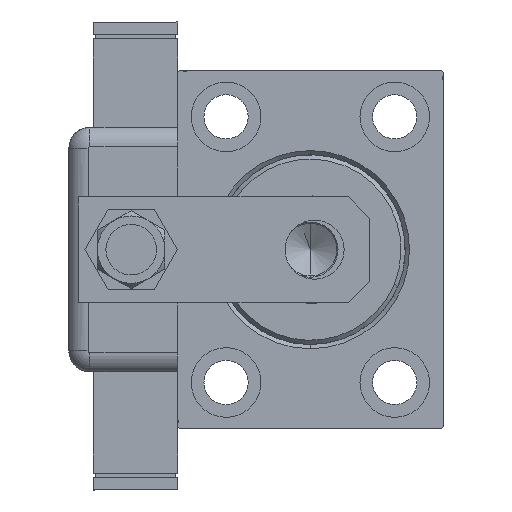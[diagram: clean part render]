
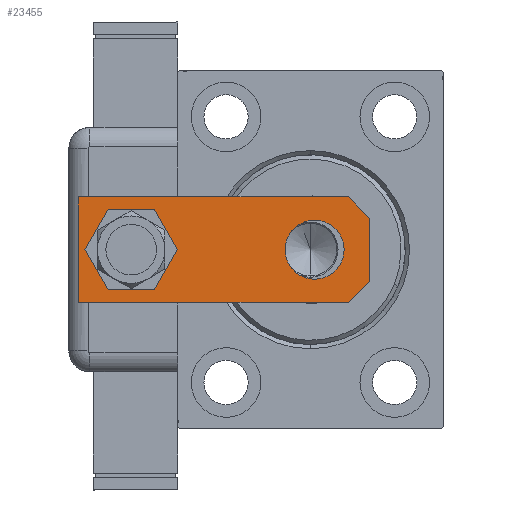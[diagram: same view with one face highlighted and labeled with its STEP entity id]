
A CAD part, left-side view. The second image highlights one B-rep face of the part: STEP entity #23455.
In plain terms, the highlighted face is planar.
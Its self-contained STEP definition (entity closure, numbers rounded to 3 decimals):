
#185 = VECTOR ( 'NONE', #5394, 1000. ) ;
#946 = EDGE_LOOP ( 'NONE', ( #24521, #21519 ) ) ;
#1399 = LINE ( 'NONE', #12092, #22746 ) ;
#2105 = CARTESIAN_POINT ( 'NONE',  ( 12.5, 5., 0. ) ) ;
#2158 = VERTEX_POINT ( 'NONE', #42443 ) ;
#2578 = VERTEX_POINT ( 'NONE', #37109 ) ;
#3428 = DIRECTION ( 'NONE',  ( 1., 0., 0. ) ) ;
#5394 = DIRECTION ( 'NONE',  ( -1., 0., 0. ) ) ;
#5689 = CARTESIAN_POINT ( 'NONE',  ( 12.5, 69., 0. ) ) ;
#6017 = FACE_BOUND ( 'NONE', #33372, .T. ) ;
#6333 = VERTEX_POINT ( 'NONE', #40019 ) ;
#6696 = CARTESIAN_POINT ( 'NONE',  ( -12.5, 5., 0. ) ) ;
#6914 = DIRECTION ( 'NONE',  ( 0., -1., 0. ) ) ;
#7147 = VERTEX_POINT ( 'NONE', #9373 ) ;
#8165 = VERTEX_POINT ( 'NONE', #6696 ) ;
#8439 = DIRECTION ( 'NONE',  ( 0., 0., 1. ) ) ;
#9135 = EDGE_CURVE ( 'NONE', #2158, #11272, #30495, .T. ) ;
#9373 = CARTESIAN_POINT ( 'NONE',  ( -12.5, 69., 0. ) ) ;
#10070 = ORIENTED_EDGE ( 'NONE', *, *, #21668, .F. ) ;
#10303 = PLANE ( 'NONE',  #12507 ) ;
#10529 = CIRCLE ( 'NONE', #14410, 7. ) ;
#10555 = AXIS2_PLACEMENT_3D ( 'NONE', #32397, #36683, #18352 ) ;
#10604 = DIRECTION ( 'NONE',  ( 0., 0., 1. ) ) ;
#10747 = LINE ( 'NONE', #57777, #29929 ) ;
#11272 = VERTEX_POINT ( 'NONE', #40041 ) ;
#11953 = ORIENTED_EDGE ( 'NONE', *, *, #9135, .T. ) ;
#12092 = CARTESIAN_POINT ( 'NONE',  ( -12.5, 69., 0. ) ) ;
#12507 = AXIS2_PLACEMENT_3D ( 'NONE', #39000, #10604, #29210 ) ;
#12719 = AXIS2_PLACEMENT_3D ( 'NONE', #13498, #45270, #3428 ) ;
#13182 = LINE ( 'NONE', #26903, #23535 ) ;
#13498 = CARTESIAN_POINT ( 'NONE',  ( 0., 13., 0. ) ) ;
#13865 = ORIENTED_EDGE ( 'NONE', *, *, #41927, .F. ) ;
#14195 = CARTESIAN_POINT ( 'NONE',  ( 0., 56.5, 0. ) ) ;
#14315 = ORIENTED_EDGE ( 'NONE', *, *, #23579, .T. ) ;
#14410 = AXIS2_PLACEMENT_3D ( 'NONE', #19603, #8439, #51395 ) ;
#14772 = EDGE_CURVE ( 'NONE', #43710, #17812, #28106, .T. ) ;
#15119 = DIRECTION ( 'NONE',  ( 1., 0., 0. ) ) ;
#17812 = VERTEX_POINT ( 'NONE', #22195 ) ;
#18352 = DIRECTION ( 'NONE',  ( 1., 0., 0. ) ) ;
#19487 = CIRCLE ( 'NONE', #12719, 7. ) ;
#19603 = CARTESIAN_POINT ( 'NONE',  ( 0., 56.5, 0. ) ) ;
#21519 = ORIENTED_EDGE ( 'NONE', *, *, #14772, .T. ) ;
#21668 = EDGE_CURVE ( 'NONE', #2158, #2578, #10747, .T. ) ;
#22195 = CARTESIAN_POINT ( 'NONE',  ( -7., 13., 0. ) ) ;
#22746 = VECTOR ( 'NONE', #6914, 1000. ) ;
#22996 = VECTOR ( 'NONE', #43647, 1000. ) ;
#23455 = ADVANCED_FACE ( 'NONE', ( #24013, #6017, #33794 ), #10303, .F. ) ;
#23535 = VECTOR ( 'NONE', #27503, 1000. ) ;
#23579 = EDGE_CURVE ( 'NONE', #57278, #6333, #10529, .T. ) ;
#23790 = AXIS2_PLACEMENT_3D ( 'NONE', #14195, #32504, #52049 ) ;
#24013 = FACE_OUTER_BOUND ( 'NONE', #34921, .T. ) ;
#24521 = ORIENTED_EDGE ( 'NONE', *, *, #33369, .T. ) ;
#26903 = CARTESIAN_POINT ( 'NONE',  ( -7.5, 0., 0. ) ) ;
#27503 = DIRECTION ( 'NONE',  ( -0.707, 0.707, 0. ) ) ;
#28106 = CIRCLE ( 'NONE', #10555, 7. ) ;
#28180 = CARTESIAN_POINT ( 'NONE',  ( -7.5, 0., 0. ) ) ;
#29210 = DIRECTION ( 'NONE',  ( 1., 0., 0. ) ) ;
#29929 = VECTOR ( 'NONE', #43721, 1000. ) ;
#30495 = LINE ( 'NONE', #2105, #22996 ) ;
#32397 = CARTESIAN_POINT ( 'NONE',  ( 0., 13., 0. ) ) ;
#32504 = DIRECTION ( 'NONE',  ( 0., 0., 1. ) ) ;
#33369 = EDGE_CURVE ( 'NONE', #17812, #43710, #19487, .T. ) ;
#33372 = EDGE_LOOP ( 'NONE', ( #38273, #14315 ) ) ;
#33794 = FACE_BOUND ( 'NONE', #946, .T. ) ;
#34921 = EDGE_LOOP ( 'NONE', ( #37837, #43516, #13865, #48928, #10070, #11953 ) ) ;
#35242 = VECTOR ( 'NONE', #15119, 1000. ) ;
#36091 = EDGE_CURVE ( 'NONE', #44089, #11272, #37200, .T. ) ;
#36499 = CIRCLE ( 'NONE', #23790, 7. ) ;
#36606 = EDGE_CURVE ( 'NONE', #44089, #8165, #13182, .T. ) ;
#36683 = DIRECTION ( 'NONE',  ( 0., 0., 1. ) ) ;
#37109 = CARTESIAN_POINT ( 'NONE',  ( 12.5, 69., 0. ) ) ;
#37200 = LINE ( 'NONE', #60408, #35242 ) ;
#37837 = ORIENTED_EDGE ( 'NONE', *, *, #36091, .F. ) ;
#38001 = EDGE_CURVE ( 'NONE', #2578, #7147, #38062, .T. ) ;
#38062 = LINE ( 'NONE', #5689, #185 ) ;
#38273 = ORIENTED_EDGE ( 'NONE', *, *, #43203, .T. ) ;
#39000 = CARTESIAN_POINT ( 'NONE',  ( 0., 0., 0. ) ) ;
#40019 = CARTESIAN_POINT ( 'NONE',  ( -7., 56.5, 0. ) ) ;
#40041 = CARTESIAN_POINT ( 'NONE',  ( 7.5, 0., 0. ) ) ;
#41927 = EDGE_CURVE ( 'NONE', #7147, #8165, #1399, .T. ) ;
#42443 = CARTESIAN_POINT ( 'NONE',  ( 12.5, 5., 0. ) ) ;
#43048 = CARTESIAN_POINT ( 'NONE',  ( 7., 56.5, 0. ) ) ;
#43203 = EDGE_CURVE ( 'NONE', #6333, #57278, #36499, .T. ) ;
#43516 = ORIENTED_EDGE ( 'NONE', *, *, #36606, .T. ) ;
#43647 = DIRECTION ( 'NONE',  ( -0.707, -0.707, 0. ) ) ;
#43710 = VERTEX_POINT ( 'NONE', #54264 ) ;
#43721 = DIRECTION ( 'NONE',  ( 0., 1., 0. ) ) ;
#44089 = VERTEX_POINT ( 'NONE', #28180 ) ;
#45270 = DIRECTION ( 'NONE',  ( 0., 0., 1. ) ) ;
#48928 = ORIENTED_EDGE ( 'NONE', *, *, #38001, .F. ) ;
#51395 = DIRECTION ( 'NONE',  ( 1., 0., 0. ) ) ;
#52049 = DIRECTION ( 'NONE',  ( 1., 0., 0. ) ) ;
#54264 = CARTESIAN_POINT ( 'NONE',  ( 7., 13., 0. ) ) ;
#57278 = VERTEX_POINT ( 'NONE', #43048 ) ;
#57777 = CARTESIAN_POINT ( 'NONE',  ( 12.5, 0., 0. ) ) ;
#60408 = CARTESIAN_POINT ( 'NONE',  ( -12.5, 0., 0. ) ) ;
